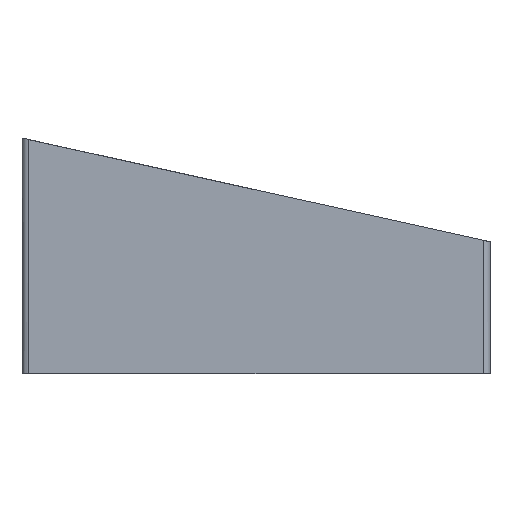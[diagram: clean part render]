
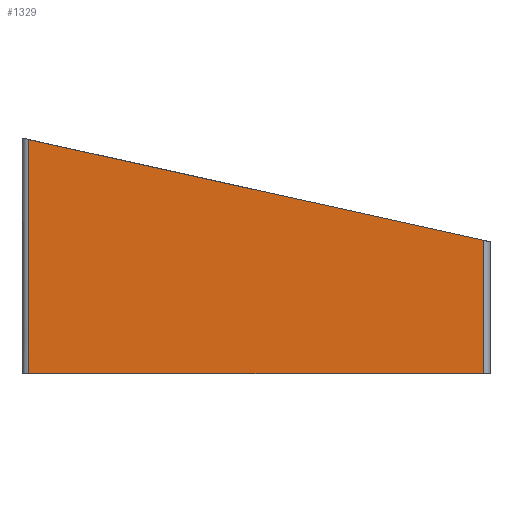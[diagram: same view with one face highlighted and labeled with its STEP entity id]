
A CAD part, left-side view. The second image highlights one B-rep face of the part: STEP entity #1329.
In plain terms, the highlighted planar face has unit normal (-1, 0, 0).
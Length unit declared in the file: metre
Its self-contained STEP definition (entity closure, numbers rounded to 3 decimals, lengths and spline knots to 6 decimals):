
#140=ORIENTED_EDGE('',*,*,#548,.F.);
#141=ORIENTED_EDGE('',*,*,#549,.T.);
#142=ORIENTED_EDGE('',*,*,#550,.T.);
#143=ORIENTED_EDGE('',*,*,#551,.T.);
#548=EDGE_CURVE('',#752,#753,#884,.T.);
#549=EDGE_CURVE('',#752,#754,#885,.T.);
#550=EDGE_CURVE('',#754,#755,#886,.T.);
#551=EDGE_CURVE('',#755,#753,#887,.F.);
#752=VERTEX_POINT('',#2011);
#753=VERTEX_POINT('',#2012);
#754=VERTEX_POINT('',#2014);
#755=VERTEX_POINT('',#2016);
#884=LINE('',#2010,#1032);
#885=LINE('',#2013,#1033);
#886=LINE('',#2015,#1034);
#887=LINE('',#2017,#1035);
#1032=VECTOR('',#1578,1.);
#1033=VECTOR('',#1579,1.);
#1034=VECTOR('',#1580,1.);
#1035=VECTOR('',#1581,1.);
#1142=EDGE_LOOP('',(#140,#141,#142,#143));
#1218=FACE_BOUND('',#1142,.T.);
#1294=PLANE('',#1409);
#1329=ADVANCED_FACE('',(#1218),#1294,.F.);
#1409=AXIS2_PLACEMENT_3D('',#2009,#1576,#1577);
#1576=DIRECTION('',(1.,0.,0.));
#1577=DIRECTION('',(0.,1.,0.));
#1578=DIRECTION('',(0.,-0.976,-0.216));
#1579=DIRECTION('',(0.,0.,-1.));
#1580=DIRECTION('',(0.,-1.,0.));
#1581=DIRECTION('',(0.,0.,-1.));
#2009=CARTESIAN_POINT('',(-0.05792,0.0116,0.0675));
#2010=CARTESIAN_POINT('',(-0.05792,0.014645,0.053765));
#2011=CARTESIAN_POINT('',(-0.05792,0.0771,0.067611));
#2012=CARTESIAN_POINT('',(-0.05792,-0.0539,0.038569));
#2013=CARTESIAN_POINT('',(-0.05792,0.0771,0.));
#2014=CARTESIAN_POINT('',(-0.05792,0.0771,0.));
#2015=CARTESIAN_POINT('',(-0.05792,0.0116,0.));
#2016=CARTESIAN_POINT('',(-0.05792,-0.0539,0.));
#2017=CARTESIAN_POINT('',(-0.05792,-0.0539,0.0675));
